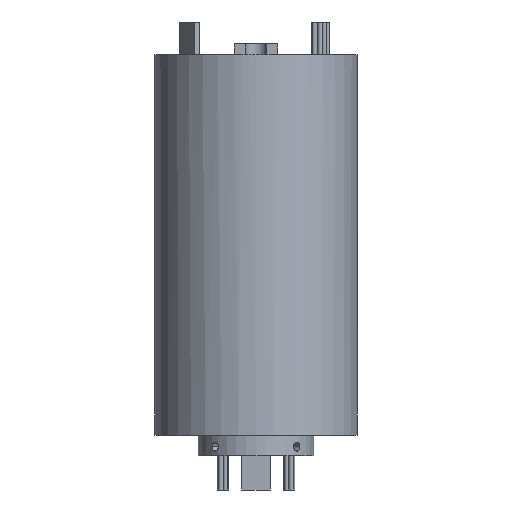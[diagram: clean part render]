
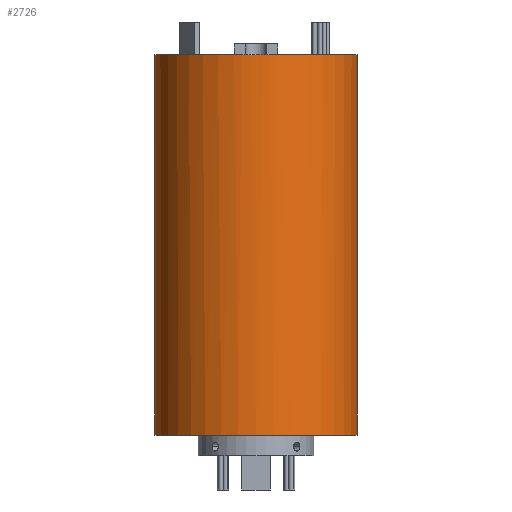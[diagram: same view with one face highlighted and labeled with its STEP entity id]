
A CAD part, front view. The second image highlights one B-rep face of the part: STEP entity #2726.
In plain terms, the highlighted cylindrical face has radius 28 mm (diameter 56 mm), a partial arc.
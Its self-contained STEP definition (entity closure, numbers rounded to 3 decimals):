
#137 = FACE_OUTER_BOUND ( 'NONE', #2791, .T. ) ;
#212 = VERTEX_POINT ( 'NONE', #5474 ) ;
#359 = CIRCLE ( 'NONE', #4910, 28. ) ;
#471 = VERTEX_POINT ( 'NONE', #2197 ) ;
#658 = DIRECTION ( 'NONE',  ( 0., 0., 1. ) ) ;
#692 = CARTESIAN_POINT ( 'NONE',  ( -28., 0., 110.9 ) ) ;
#875 = VERTEX_POINT ( 'NONE', #984 ) ;
#916 = DIRECTION ( 'NONE',  ( 0., 0., 1. ) ) ;
#970 = CARTESIAN_POINT ( 'NONE',  ( -6., -27.35, 110.9 ) ) ;
#975 = CIRCLE ( 'NONE', #7625, 28. ) ;
#984 = CARTESIAN_POINT ( 'NONE',  ( 28., 0., 5.7 ) ) ;
#986 = ORIENTED_EDGE ( 'NONE', *, *, #6316, .T. ) ;
#1042 = CIRCLE ( 'NONE', #1397, 28. ) ;
#1060 = EDGE_CURVE ( 'NONE', #4066, #875, #6434, .T. ) ;
#1062 = DIRECTION ( 'NONE',  ( 0., 0., 1. ) ) ;
#1397 = AXIS2_PLACEMENT_3D ( 'NONE', #1414, #5602, #2035 ) ;
#1414 = CARTESIAN_POINT ( 'NONE',  ( 0., 0., 110.9 ) ) ;
#1810 = AXIS2_PLACEMENT_3D ( 'NONE', #4993, #2615, #3209 ) ;
#1862 = ORIENTED_EDGE ( 'NONE', *, *, #5891, .F. ) ;
#2035 = DIRECTION ( 'NONE',  ( 1., 0., 0. ) ) ;
#2197 = CARTESIAN_POINT ( 'NONE',  ( 0., -28., 110.9 ) ) ;
#2375 = CARTESIAN_POINT ( 'NONE',  ( -28., 0., 110.9 ) ) ;
#2405 = EDGE_CURVE ( 'NONE', #471, #212, #5766, .T. ) ;
#2448 = ORIENTED_EDGE ( 'NONE', *, *, #3754, .F. ) ;
#2615 = DIRECTION ( 'NONE',  ( 0., 0., -1. ) ) ;
#2726 = ADVANCED_FACE ( 'NONE', ( #137 ), #6351, .T. ) ;
#2791 = EDGE_LOOP ( 'NONE', ( #2944, #1862, #6076, #7151, #2448, #3843, #986 ) ) ;
#2944 = ORIENTED_EDGE ( 'NONE', *, *, #1060, .F. ) ;
#3176 = VECTOR ( 'NONE', #3735, 1000. ) ;
#3209 = DIRECTION ( 'NONE',  ( -1., 0., 0. ) ) ;
#3266 = DIRECTION ( 'NONE',  ( 0., 0., -1. ) ) ;
#3444 = CARTESIAN_POINT ( 'NONE',  ( 0., 0., 110.9 ) ) ;
#3735 = DIRECTION ( 'NONE',  ( 0., 0., -1. ) ) ;
#3754 = EDGE_CURVE ( 'NONE', #7715, #5300, #975, .T. ) ;
#3843 = ORIENTED_EDGE ( 'NONE', *, *, #7293, .T. ) ;
#4055 = DIRECTION ( 'NONE',  ( 1., 0., 0. ) ) ;
#4066 = VERTEX_POINT ( 'NONE', #6177 ) ;
#4246 = CARTESIAN_POINT ( 'NONE',  ( 0., 0., 5.7 ) ) ;
#4516 = CARTESIAN_POINT ( 'NONE',  ( 0., 0., 110.9 ) ) ;
#4645 = CARTESIAN_POINT ( 'NONE',  ( 0., 0., 110.9 ) ) ;
#4756 = LINE ( 'NONE', #692, #3176 ) ;
#4859 = DIRECTION ( 'NONE',  ( 1., 0., 0. ) ) ;
#4910 = AXIS2_PLACEMENT_3D ( 'NONE', #4246, #658, #4859 ) ;
#4993 = CARTESIAN_POINT ( 'NONE',  ( 0., 0., 110.9 ) ) ;
#5122 = DIRECTION ( 'NONE',  ( 1., 0., 0. ) ) ;
#5181 = CARTESIAN_POINT ( 'NONE',  ( -28., 0., 5.7 ) ) ;
#5262 = DIRECTION ( 'NONE',  ( 1., 0., 0. ) ) ;
#5300 = VERTEX_POINT ( 'NONE', #970 ) ;
#5474 = CARTESIAN_POINT ( 'NONE',  ( 6., -27.35, 110.9 ) ) ;
#5602 = DIRECTION ( 'NONE',  ( 0., 0., 1. ) ) ;
#5766 = CIRCLE ( 'NONE', #6118, 28. ) ;
#5891 = EDGE_CURVE ( 'NONE', #212, #4066, #1042, .T. ) ;
#6039 = VECTOR ( 'NONE', #3266, 1000. ) ;
#6076 = ORIENTED_EDGE ( 'NONE', *, *, #2405, .F. ) ;
#6079 = CIRCLE ( 'NONE', #7287, 28. ) ;
#6118 = AXIS2_PLACEMENT_3D ( 'NONE', #4645, #1062, #5262 ) ;
#6177 = CARTESIAN_POINT ( 'NONE',  ( 28., 0., 110.9 ) ) ;
#6316 = EDGE_CURVE ( 'NONE', #7037, #875, #359, .T. ) ;
#6351 = CYLINDRICAL_SURFACE ( 'NONE', #1810, 28. ) ;
#6434 = LINE ( 'NONE', #7471, #6039 ) ;
#7037 = VERTEX_POINT ( 'NONE', #5181 ) ;
#7074 = EDGE_CURVE ( 'NONE', #5300, #471, #6079, .T. ) ;
#7151 = ORIENTED_EDGE ( 'NONE', *, *, #7074, .F. ) ;
#7287 = AXIS2_PLACEMENT_3D ( 'NONE', #3444, #7647, #4055 ) ;
#7293 = EDGE_CURVE ( 'NONE', #7715, #7037, #4756, .T. ) ;
#7471 = CARTESIAN_POINT ( 'NONE',  ( 28., 0., 110.9 ) ) ;
#7625 = AXIS2_PLACEMENT_3D ( 'NONE', #4516, #916, #5122 ) ;
#7647 = DIRECTION ( 'NONE',  ( 0., 0., 1. ) ) ;
#7715 = VERTEX_POINT ( 'NONE', #2375 ) ;
